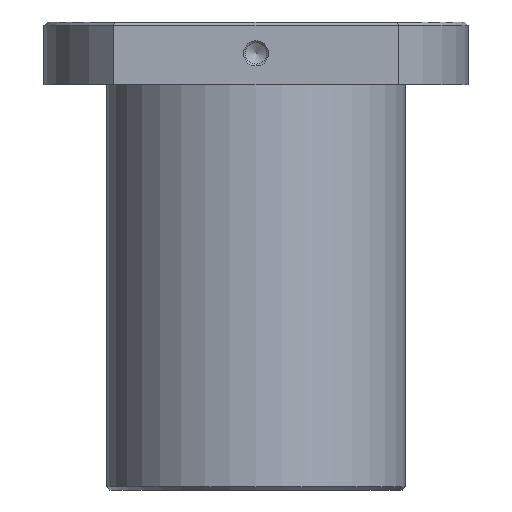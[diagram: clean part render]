
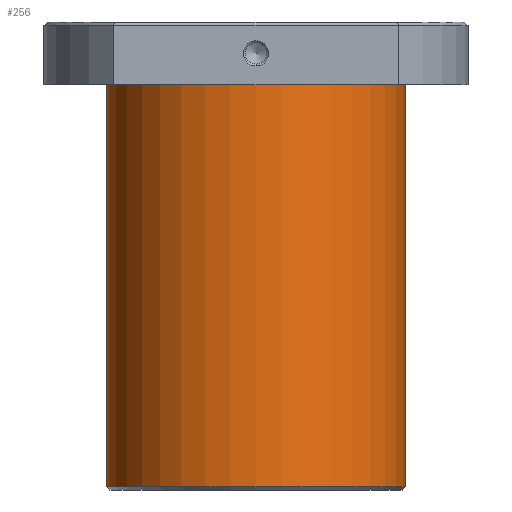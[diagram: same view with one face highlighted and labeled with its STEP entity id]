
A CAD part, front view. The second image highlights one B-rep face of the part: STEP entity #256.
In plain terms, the highlighted cylindrical face has radius 47.5 mm (diameter 95 mm), a full revolution.
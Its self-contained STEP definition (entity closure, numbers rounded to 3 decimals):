
#199=CYLINDRICAL_SURFACE('',#2501,47.5);
#223=CIRCLE('',#2486,47.5);
#235=CIRCLE('',#2500,47.5);
#256=ADVANCED_FACE('',(#671,#672),#199,.T.);
#671=FACE_BOUND('',#773,.T.);
#672=FACE_BOUND('',#774,.T.);
#773=EDGE_LOOP('',(#1054));
#774=EDGE_LOOP('',(#1055));
#1054=ORIENTED_EDGE('',*,*,#1914,.T.);
#1055=ORIENTED_EDGE('',*,*,#1900,.T.);
#1672=VERTEX_POINT('',#3640);
#1686=VERTEX_POINT('',#3670);
#1900=EDGE_CURVE('',#1672,#1672,#223,.T.);
#1914=EDGE_CURVE('',#1686,#1686,#235,.T.);
#2486=AXIS2_PLACEMENT_3D('',#3639,#2712,#2713);
#2500=AXIS2_PLACEMENT_3D('',#3669,#2742,#2743);
#2501=AXIS2_PLACEMENT_3D('',#3671,#2744,#2745);
#2712=DIRECTION('',(0.,0.,-1.));
#2713=DIRECTION('',(-1.,0.,0.));
#2742=DIRECTION('',(0.,0.,1.));
#2743=DIRECTION('',(-1.,0.,0.));
#2744=DIRECTION('',(0.,0.,-1.));
#2745=DIRECTION('',(-1.,0.,0.));
#3639=CARTESIAN_POINT('',(0.,0.,-20.));
#3640=CARTESIAN_POINT('',(-47.5,0.,-20.));
#3669=CARTESIAN_POINT('',(0.,0.,-148.));
#3670=CARTESIAN_POINT('',(-47.5,0.,-148.));
#3671=CARTESIAN_POINT('',(0.,0.,0.));
